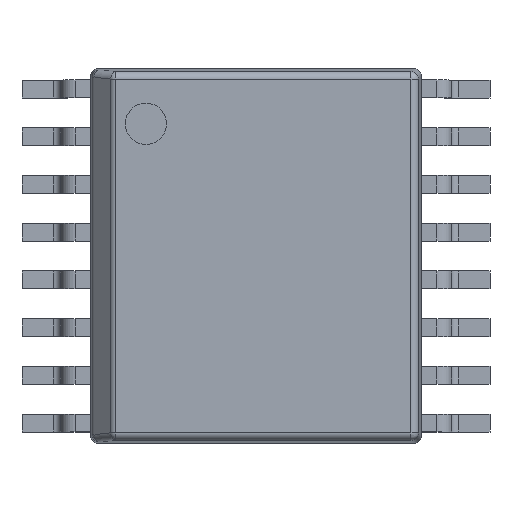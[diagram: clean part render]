
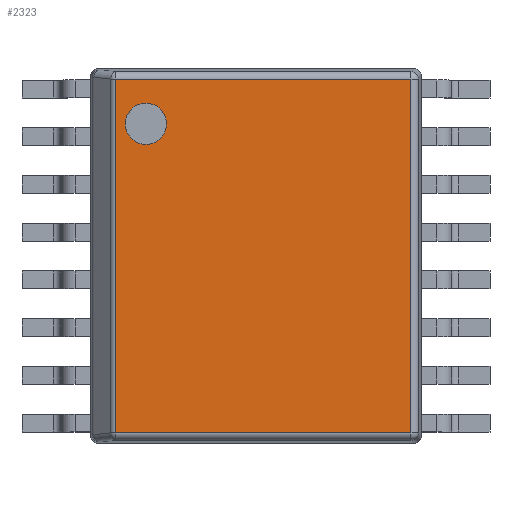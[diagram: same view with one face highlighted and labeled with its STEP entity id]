
A CAD part, top view. The second image highlights one B-rep face of the part: STEP entity #2323.
In plain terms, the highlighted planar face has unit normal (0, 0, 1).
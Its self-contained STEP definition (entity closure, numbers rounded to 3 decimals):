
#2117 = VERTEX_POINT('',#2118);
#2118 = CARTESIAN_POINT('',(4.36,0.14,1.1));
#2125 = EDGE_CURVE('',#2126,#2117,#2128,.T.);
#2126 = VERTEX_POINT('',#2127);
#2127 = CARTESIAN_POINT('',(0.341,0.14,1.1));
#2128 = LINE('',#2129,#2130);
#2129 = CARTESIAN_POINT('',(0.3,0.14,1.1));
#2130 = VECTOR('',#2131,1.);
#2131 = DIRECTION('',(1.,0.,0.));
#2200 = VERTEX_POINT('',#2201);
#2201 = CARTESIAN_POINT('',(0.341,4.96,1.1));
#2208 = EDGE_CURVE('',#2200,#2209,#2211,.T.);
#2209 = VERTEX_POINT('',#2210);
#2210 = CARTESIAN_POINT('',(4.36,4.96,1.1));
#2211 = LINE('',#2212,#2213);
#2212 = CARTESIAN_POINT('',(0.3,4.96,1.1));
#2213 = VECTOR('',#2214,1.);
#2214 = DIRECTION('',(1.,0.,0.));
#2238 = EDGE_CURVE('',#2117,#2209,#2239,.T.);
#2239 = LINE('',#2240,#2241);
#2240 = CARTESIAN_POINT('',(4.36,0.05,1.1));
#2241 = VECTOR('',#2242,1.);
#2242 = DIRECTION('',(0.,1.,0.));
#2323 = ADVANCED_FACE('',(#2324,#2335),#2346,.T.);
#2324 = FACE_BOUND('',#2325,.T.);
#2325 = EDGE_LOOP('',(#2326,#2327,#2333,#2334));
#2326 = ORIENTED_EDGE('',*,*,#2208,.F.);
#2327 = ORIENTED_EDGE('',*,*,#2328,.F.);
#2328 = EDGE_CURVE('',#2126,#2200,#2329,.T.);
#2329 = LINE('',#2330,#2331);
#2330 = CARTESIAN_POINT('',(0.341,0.05,1.1));
#2331 = VECTOR('',#2332,1.);
#2332 = DIRECTION('',(0.,1.,0.));
#2333 = ORIENTED_EDGE('',*,*,#2125,.T.);
#2334 = ORIENTED_EDGE('',*,*,#2238,.T.);
#2335 = FACE_BOUND('',#2336,.T.);
#2336 = EDGE_LOOP('',(#2337));
#2337 = ORIENTED_EDGE('',*,*,#2338,.F.);
#2338 = EDGE_CURVE('',#2339,#2339,#2341,.T.);
#2339 = VERTEX_POINT('',#2340);
#2340 = CARTESIAN_POINT('',(1.031,4.35,1.1));
#2341 = CIRCLE('',#2342,0.281);
#2342 = AXIS2_PLACEMENT_3D('',#2343,#2344,#2345);
#2343 = CARTESIAN_POINT('',(0.75,4.35,1.1));
#2344 = DIRECTION('',(0.,0.,1.));
#2345 = DIRECTION('',(1.,0.,0.));
#2346 = PLANE('',#2347);
#2347 = AXIS2_PLACEMENT_3D('',#2348,#2349,#2350);
#2348 = CARTESIAN_POINT('',(0.,0.,1.1));
#2349 = DIRECTION('',(0.,0.,1.));
#2350 = DIRECTION('',(1.,0.,0.));
